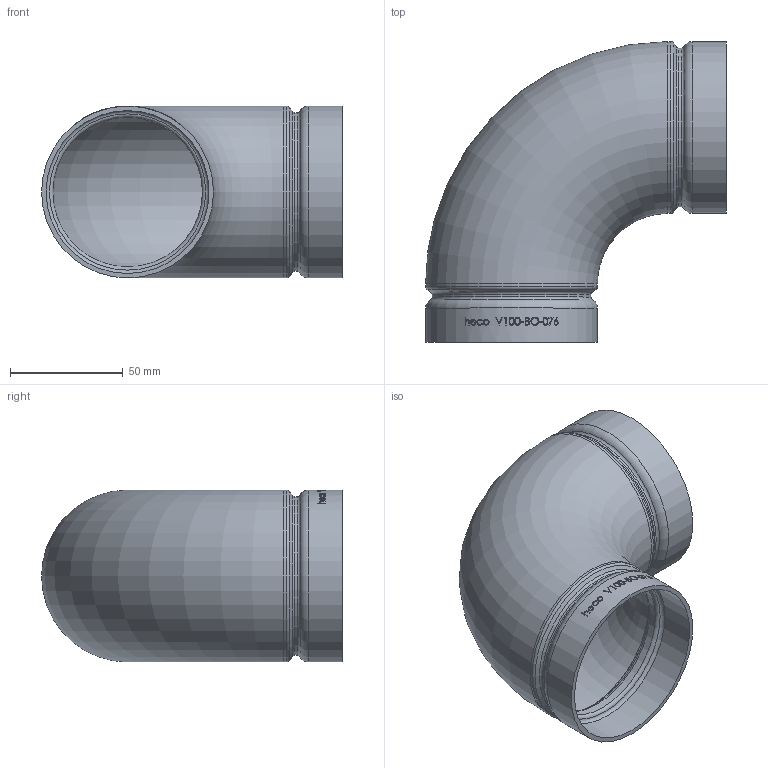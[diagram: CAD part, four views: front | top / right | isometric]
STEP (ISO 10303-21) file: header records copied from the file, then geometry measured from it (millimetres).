
FILE_DESCRIPTION (( 'STEP AP214' ), '1' );
FILE_NAME ('V100-BO-076-x Typ E490 DN65 212 Ø76,1 1812.STEP', '2018-12-12T14:32:55', ( '' ), ( '' ), 'SwSTEP 2.0', 'SolidWorks 2016', '' );
FILE_SCHEMA (( 'AUTOMOTIVE_DESIGN' ));
Length unit declared in the file: inch
Products named in the file (1): V100-BO-076-x Typ E490 DN65 212 Ø76,1 1812
Bounding box: 133.35 x 133.35 x 76.23 mm (x, y, z)
Volume: 77168.6 mm3; surface area: 77788.3 mm2
Topology: 1 solids, 1 shells, 200 faces, 503 edges, 329 vertices
Faces by surface type: bspline 102, plane 40, cylinder 36, torus 18, cone 4
Full cylindrical faces by diameter (mm): 66.36 x2, 70.358 x2, 72.202 x4, 76.2 x4
Entity records: 22779 total; most frequent: CARTESIAN_POINT 17005, ORIENTED_EDGE 912, EDGE_CURVE 456, DIRECTION 418, B_SPLINE_CURVE_WITH_KNOTS 318, VERTEX_POINT 316, EDGE_LOOP 260, FACE_OUTER_BOUND 230
